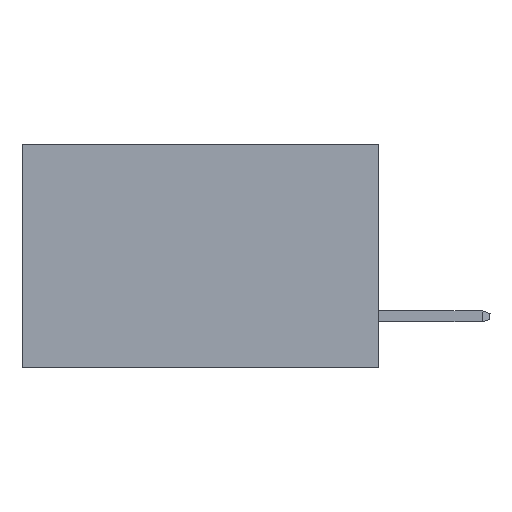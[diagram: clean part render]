
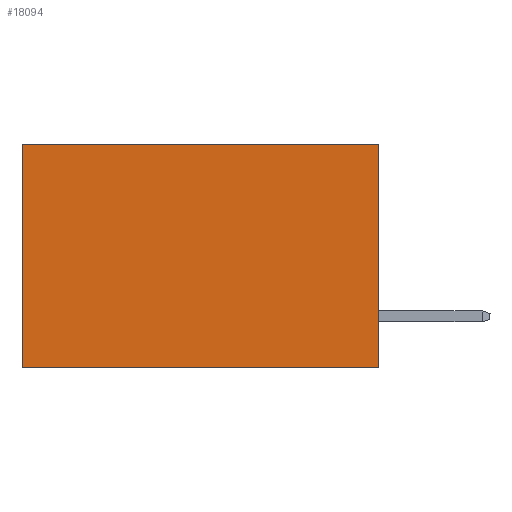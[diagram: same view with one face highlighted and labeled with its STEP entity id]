
A CAD part, left-side view. The second image highlights one B-rep face of the part: STEP entity #18094.
In plain terms, the highlighted planar face has unit normal (-1, 0, 0).
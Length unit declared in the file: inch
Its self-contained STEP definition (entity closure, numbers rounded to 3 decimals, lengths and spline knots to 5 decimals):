
#404 = DIRECTION ( 'NONE',  ( 0., 0., -1. ) ) ;
#439 = VECTOR ( 'NONE', #14435, 39.37008 ) ;
#812 = CARTESIAN_POINT ( 'NONE',  ( 0.277, 0.59, 0. ) ) ;
#874 = LINE ( 'NONE', #7499, #439 ) ;
#1275 = LINE ( 'NONE', #4818, #12100 ) ;
#1614 = DIRECTION ( 'NONE',  ( 0., 1., 0. ) ) ;
#1869 = ORIENTED_EDGE ( 'NONE', *, *, #8530, .F. ) ;
#2979 = VERTEX_POINT ( 'NONE', #13458 ) ;
#2990 = LINE ( 'NONE', #10142, #17040 ) ;
#3124 = VECTOR ( 'NONE', #12596, 39.37008 ) ;
#3206 = EDGE_CURVE ( 'NONE', #13254, #8228, #1275, .T. ) ;
#4188 = CARTESIAN_POINT ( 'NONE',  ( 0.277, 0., -0.37 ) ) ;
#4736 = DIRECTION ( 'NONE',  ( 0., 0., -1. ) ) ;
#4818 = CARTESIAN_POINT ( 'NONE',  ( 0.277, 0.59, -0.37 ) ) ;
#5928 = EDGE_LOOP ( 'NONE', ( #11500, #15069, #1869, #11433 ) ) ;
#6317 = VERTEX_POINT ( 'NONE', #15680 ) ;
#7499 = CARTESIAN_POINT ( 'NONE',  ( 0.277, 0., 0. ) ) ;
#8228 = VERTEX_POINT ( 'NONE', #11951 ) ;
#8530 = EDGE_CURVE ( 'NONE', #2979, #6317, #10256, .T. ) ;
#8884 = DIRECTION ( 'NONE',  ( 1., 0., 0. ) ) ;
#10142 = CARTESIAN_POINT ( 'NONE',  ( 0.277, 0., -0.37 ) ) ;
#10256 = LINE ( 'NONE', #4188, #3124 ) ;
#10589 = EDGE_CURVE ( 'NONE', #2979, #13254, #874, .T. ) ;
#11433 = ORIENTED_EDGE ( 'NONE', *, *, #10589, .T. ) ;
#11500 = ORIENTED_EDGE ( 'NONE', *, *, #3206, .T. ) ;
#11951 = CARTESIAN_POINT ( 'NONE',  ( 0.277, 0.59, -0.37 ) ) ;
#12100 = VECTOR ( 'NONE', #4736, 39.37008 ) ;
#12596 = DIRECTION ( 'NONE',  ( 0., 0., -1. ) ) ;
#13254 = VERTEX_POINT ( 'NONE', #812 ) ;
#13458 = CARTESIAN_POINT ( 'NONE',  ( 0.277, 0., 0. ) ) ;
#13513 = AXIS2_PLACEMENT_3D ( 'NONE', #15750, #8884, #404 ) ;
#14435 = DIRECTION ( 'NONE',  ( 0., 1., 0. ) ) ;
#15069 = ORIENTED_EDGE ( 'NONE', *, *, #15477, .F. ) ;
#15477 = EDGE_CURVE ( 'NONE', #6317, #8228, #2990, .T. ) ;
#15484 = FACE_OUTER_BOUND ( 'NONE', #5928, .T. ) ;
#15680 = CARTESIAN_POINT ( 'NONE',  ( 0.277, 0., -0.37 ) ) ;
#15750 = CARTESIAN_POINT ( 'NONE',  ( 0.277, 0., -0.37 ) ) ;
#15810 = PLANE ( 'NONE',  #13513 ) ;
#17040 = VECTOR ( 'NONE', #1614, 39.37008 ) ;
#18094 = ADVANCED_FACE ( 'NONE', ( #15484 ), #15810, .F. ) ;
